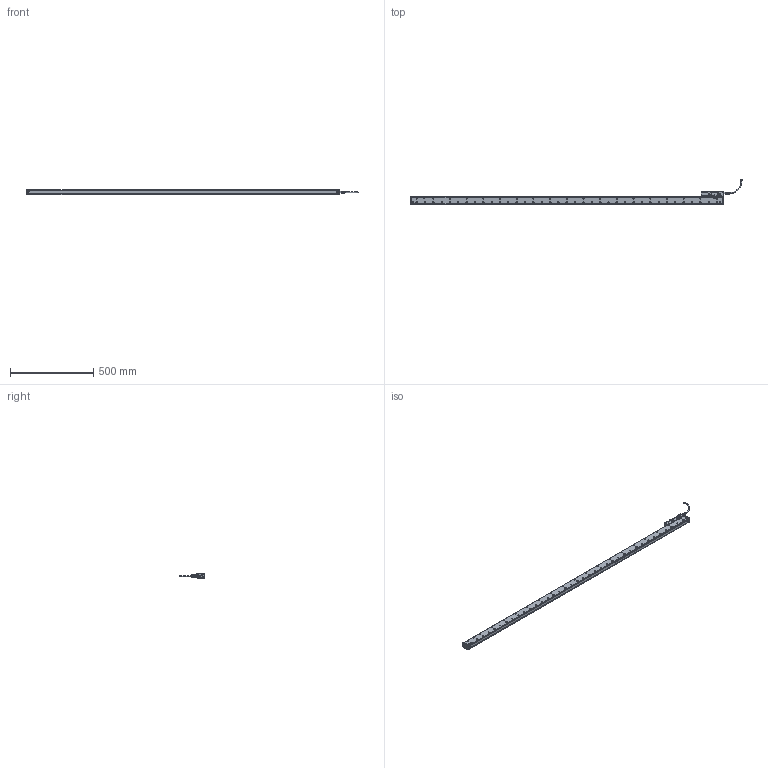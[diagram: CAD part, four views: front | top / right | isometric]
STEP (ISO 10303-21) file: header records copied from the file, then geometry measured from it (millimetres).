
FILE_DESCRIPTION(('CATIA V5 STEP'),'2;1');
FILE_NAME('SR67A-174-L.stp','2013-11-27T04:14:31+00:00',('none'),('none'),'CATIA Version 5 Release 19 SP 6 (IN-10)','CATIA V5 STEP AP214','none');
FILE_SCHEMA(('AUTOMOTIVE_DESIGN { 1 0 10303 214 1 1 1 1 }'));
Products named in the file (1): SR67A-174-L
Bounding box: 1989.4 x 153.8 x 31.5 mm (x, y, z)
Volume: 2468010.7 mm3; surface area: 398599.8 mm2
Topology: 1 solids, 193 shells, 5178 faces, 13824 edges, 9139 vertices
Faces by surface type: plane 2272, cylinder 2074, cone 540, torus 205, sphere 43, bspline 33, extrusion 11
Entity records: 157376 total; most frequent: CARTESIAN_POINT 35665, ORIENTED_EDGE 27408, DIRECTION 20372, EDGE_CURVE 13704, AXIS2_PLACEMENT_3D 9620, VERTEX_POINT 9135, VECTOR 6953, LINE 6942
